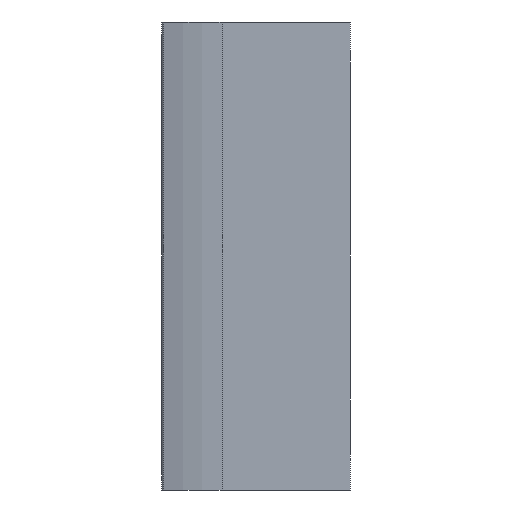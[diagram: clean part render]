
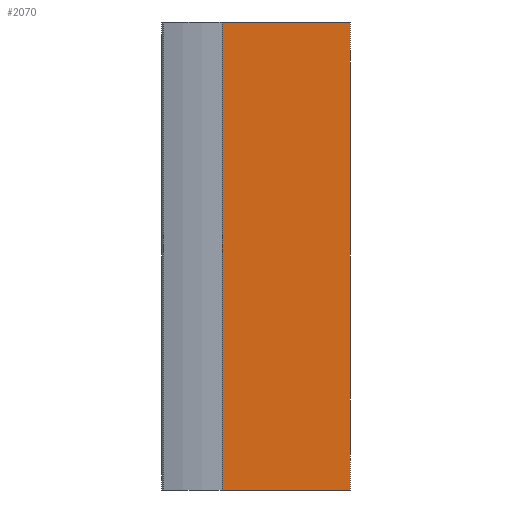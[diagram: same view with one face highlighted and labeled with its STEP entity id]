
A CAD part, left-side view. The second image highlights one B-rep face of the part: STEP entity #2070.
In plain terms, the highlighted planar face has unit normal (-1, 0, 0).
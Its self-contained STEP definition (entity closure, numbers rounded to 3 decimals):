
#326=ORIENTED_EDGE('',*,*,#814,.T.);
#327=ORIENTED_EDGE('',*,*,#789,.F.);
#328=ORIENTED_EDGE('',*,*,#815,.F.);
#329=ORIENTED_EDGE('',*,*,#811,.T.);
#789=EDGE_CURVE('',#1033,#1030,#1241,.T.);
#811=EDGE_CURVE('',#1056,#1055,#1246,.T.);
#814=EDGE_CURVE('',#1055,#1030,#1248,.T.);
#815=EDGE_CURVE('',#1056,#1033,#1249,.T.);
#1030=VERTEX_POINT('',#3378);
#1033=VERTEX_POINT('',#3383);
#1055=VERTEX_POINT('',#3428);
#1056=VERTEX_POINT('',#3430);
#1241=LINE('',#3384,#1305);
#1246=LINE('',#3429,#1310);
#1248=LINE('',#3435,#1312);
#1249=LINE('',#3436,#1313);
#1305=VECTOR('',#2612,1000.);
#1310=VECTOR('',#2653,1000.);
#1312=VECTOR('',#2659,1000.);
#1313=VECTOR('',#2660,1000.);
#1373=EDGE_LOOP('',(#326,#327,#328,#329));
#1687=FACE_BOUND('',#1373,.T.);
#1995=PLANE('',#2273);
#2070=ADVANCED_FACE('',(#1687),#1995,.F.);
#2273=AXIS2_PLACEMENT_3D('',#3434,#2657,#2658);
#2612=DIRECTION('',(0.,0.,-1.));
#2653=DIRECTION('',(0.,0.,-1.));
#2657=DIRECTION('',(1.,0.,0.));
#2658=DIRECTION('',(0.,0.,-1.));
#2659=DIRECTION('',(0.,-1.,0.));
#2660=DIRECTION('',(0.,-1.,0.));
#3378=CARTESIAN_POINT('',(-53.65,0.,-24.85));
#3383=CARTESIAN_POINT('',(-53.65,0.,24.85));
#3384=CARTESIAN_POINT('',(-53.65,0.,24.85));
#3428=CARTESIAN_POINT('',(-53.65,13.6,-24.85));
#3429=CARTESIAN_POINT('',(-53.65,13.6,24.85));
#3430=CARTESIAN_POINT('',(-53.65,13.6,24.85));
#3434=CARTESIAN_POINT('',(-53.65,13.6,24.85));
#3435=CARTESIAN_POINT('',(-53.65,13.6,-24.85));
#3436=CARTESIAN_POINT('',(-53.65,13.6,24.85));
